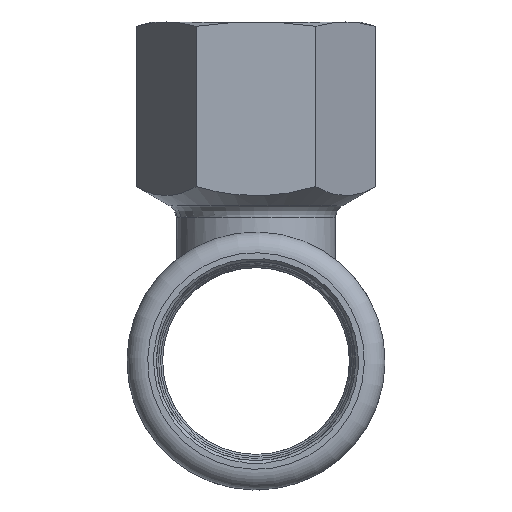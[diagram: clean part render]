
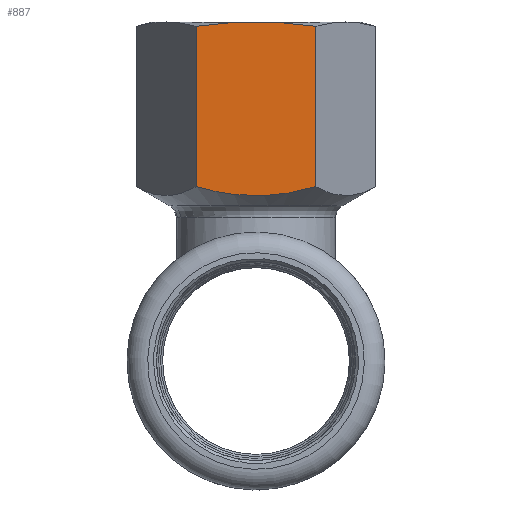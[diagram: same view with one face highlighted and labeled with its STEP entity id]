
A CAD part, left-side view. The second image highlights one B-rep face of the part: STEP entity #887.
In plain terms, the highlighted planar face has unit normal (-1, 0, 0).
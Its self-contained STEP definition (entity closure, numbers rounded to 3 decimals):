
#51=PLANE('',#974);
#66=(
BOUNDED_CURVE()
B_SPLINE_CURVE(2,(#1484,#1485,#1486),.UNSPECIFIED.,.F.,.F.)
B_SPLINE_CURVE_WITH_KNOTS((3,3),(-14.974,-11.464),
 .UNSPECIFIED.)
CURVE()
GEOMETRIC_REPRESENTATION_ITEM()
RATIONAL_B_SPLINE_CURVE((3.948,4.253,4.253))
REPRESENTATION_ITEM('')
);
#76=B_SPLINE_CURVE_WITH_KNOTS('',5,(#1491,#1492,#1493,#1494,#1495,#1496,
#1497,#1498,#1499,#1500,#1501,#1502,#1503,#1504,#1505),.UNSPECIFIED.,.F.,
 .F.,(6,3,3,3,6),(0.,25.663,64.087,91.916,106.402),
 .UNSPECIFIED.);
#77=B_SPLINE_CURVE_WITH_KNOTS('',5,(#1509,#1510,#1511,#1512,#1513,#1514,
#1515,#1516,#1517,#1518,#1519,#1520),.UNSPECIFIED.,.F.,.F.,(6,3,3,6),(53.192,
64.847,97.579,106.333),.UNSPECIFIED.);
#95=FACE_OUTER_BOUND('',#151,.T.);
#151=EDGE_LOOP('',(#579,#580,#581,#582,#583,#584));
#212=LINE('',#1489,#244);
#213=LINE('',#1507,#245);
#214=LINE('',#1521,#246);
#244=VECTOR('',#1122,1.);
#245=VECTOR('',#1123,1.);
#246=VECTOR('',#1124,10.);
#357=VERTEX_POINT('',#1478);
#358=VERTEX_POINT('',#1480);
#359=VERTEX_POINT('',#1488);
#360=VERTEX_POINT('',#1490);
#361=VERTEX_POINT('',#1506);
#362=VERTEX_POINT('',#1508);
#443=EDGE_CURVE('',#358,#357,#66,.T.);
#444=EDGE_CURVE('',#358,#359,#212,.F.);
#445=EDGE_CURVE('',#359,#360,#76,.T.);
#446=EDGE_CURVE('',#361,#360,#213,.T.);
#447=EDGE_CURVE('',#362,#361,#77,.T.);
#448=EDGE_CURVE('',#357,#362,#214,.T.);
#579=ORIENTED_EDGE('',*,*,#444,.T.);
#580=ORIENTED_EDGE('',*,*,#445,.T.);
#581=ORIENTED_EDGE('',*,*,#446,.F.);
#582=ORIENTED_EDGE('',*,*,#447,.F.);
#583=ORIENTED_EDGE('',*,*,#448,.F.);
#584=ORIENTED_EDGE('',*,*,#443,.F.);
#887=ADVANCED_FACE('',(#95),#51,.F.);
#974=AXIS2_PLACEMENT_3D('',#1487,#1120,#1121);
#1120=DIRECTION('center_axis',(1.,0.,0.));
#1121=DIRECTION('ref_axis',(0.,-1.,0.));
#1122=DIRECTION('',(0.,0.,1.));
#1123=DIRECTION('',(0.,0.,-1.));
#1124=DIRECTION('',(0.,-1.,0.));
#1478=CARTESIAN_POINT('',(-15.,0.004,49.));
#1480=CARTESIAN_POINT('',(-15.,8.66,48.378));
#1484=CARTESIAN_POINT('Ctrl Pts',(-15.,8.66,48.378));
#1485=CARTESIAN_POINT('Ctrl Pts',(-15.,4.021,49.));
#1486=CARTESIAN_POINT('Ctrl Pts',(-15.,0.004,49.));
#1487=CARTESIAN_POINT('Origin',(-15.,8.66,49.));
#1488=CARTESIAN_POINT('',(-15.,8.66,25.215));
#1489=CARTESIAN_POINT('',(-15.,8.66,36.797));
#1490=CARTESIAN_POINT('',(-15.,-8.66,25.215));
#1491=CARTESIAN_POINT('Ctrl Pts',(-15.,8.66,25.215));
#1492=CARTESIAN_POINT('Ctrl Pts',(-15.,7.662,24.927));
#1493=CARTESIAN_POINT('Ctrl Pts',(-15.,6.729,24.689));
#1494=CARTESIAN_POINT('Ctrl Pts',(-15.,5.847,24.493));
#1495=CARTESIAN_POINT('Ctrl Pts',(-15.,3.736,24.093));
#1496=CARTESIAN_POINT('Ctrl Pts',(-15.,1.796,23.9));
#1497=CARTESIAN_POINT('Ctrl Pts',(-15.,0.663,23.847));
#1498=CARTESIAN_POINT('Ctrl Pts',(-15.,-1.286,23.86));
#1499=CARTESIAN_POINT('Ctrl Pts',(-15.,-3.302,24.063));
#1500=CARTESIAN_POINT('Ctrl Pts',(-15.,-4.171,24.184));
#1501=CARTESIAN_POINT('Ctrl Pts',(-15.,-5.543,24.426));
#1502=CARTESIAN_POINT('Ctrl Pts',(-15.,-7.03,24.774));
#1503=CARTESIAN_POINT('Ctrl Pts',(-15.,-7.554,24.906));
#1504=CARTESIAN_POINT('Ctrl Pts',(-15.,-8.097,25.052));
#1505=CARTESIAN_POINT('Ctrl Pts',(-15.,-8.66,25.215));
#1506=CARTESIAN_POINT('',(-15.,-8.66,48.378));
#1507=CARTESIAN_POINT('',(-15.,-8.66,36.797));
#1508=CARTESIAN_POINT('',(-15.,-0.004,49.));
#1509=CARTESIAN_POINT('Ctrl Pts',(-15.,-0.004,49.));
#1510=CARTESIAN_POINT('Ctrl Pts',(-15.,-0.349,49.));
#1511=CARTESIAN_POINT('Ctrl Pts',(-15.,-0.695,48.997));
#1512=CARTESIAN_POINT('Ctrl Pts',(-15.,-1.041,48.992));
#1513=CARTESIAN_POINT('Ctrl Pts',(-15.,-2.367,48.961));
#1514=CARTESIAN_POINT('Ctrl Pts',(-15.,-3.725,48.891));
#1515=CARTESIAN_POINT('Ctrl Pts',(-15.,-4.761,48.816));
#1516=CARTESIAN_POINT('Ctrl Pts',(-15.,-6.143,48.687));
#1517=CARTESIAN_POINT('Ctrl Pts',(-15.,-7.659,48.507));
#1518=CARTESIAN_POINT('Ctrl Pts',(-15.,-7.985,48.467));
#1519=CARTESIAN_POINT('Ctrl Pts',(-15.,-8.319,48.424));
#1520=CARTESIAN_POINT('Ctrl Pts',(-15.,-8.66,48.378));
#1521=CARTESIAN_POINT('',(-15.,0.004,49.));
